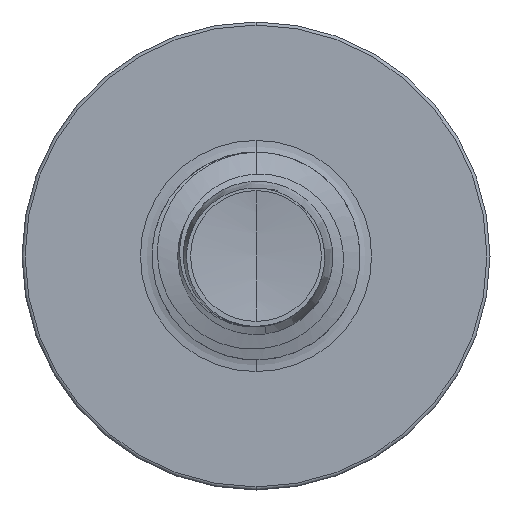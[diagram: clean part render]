
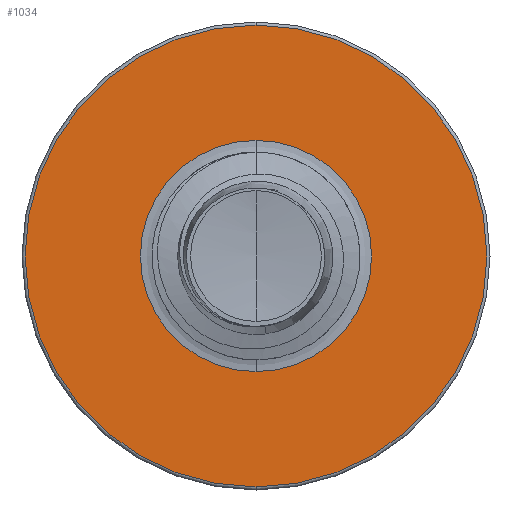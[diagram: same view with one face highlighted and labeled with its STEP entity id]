
A CAD part, front view. The second image highlights one B-rep face of the part: STEP entity #1034.
In plain terms, the highlighted planar face has unit normal (0, -1, 0).
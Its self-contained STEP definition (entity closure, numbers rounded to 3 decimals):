
#3 = CIRCLE ( 'NONE', #8915, 2.22 ) ;
#279 = DIRECTION ( 'NONE',  ( 0., 0., 1. ) ) ;
#287 = DIRECTION ( 'NONE',  ( 0., 1., 0. ) ) ;
#302 = CARTESIAN_POINT ( 'NONE',  ( 0., 2., 0. ) ) ;
#328 = CARTESIAN_POINT ( 'NONE',  ( 0., 2., 2.22 ) ) ;
#596 = DIRECTION ( 'NONE',  ( 0., 0., 1. ) ) ;
#617 = DIRECTION ( 'NONE',  ( 0., 1., 0. ) ) ;
#633 = CARTESIAN_POINT ( 'NONE',  ( 0., 2., 0. ) ) ;
#1034 = ADVANCED_FACE ( 'NONE', ( #3584, #6634 ), #7162, .F. ) ;
#1133 = VERTEX_POINT ( 'NONE', #6425 ) ;
#2566 = VERTEX_POINT ( 'NONE', #8101 ) ;
#2870 = AXIS2_PLACEMENT_3D ( 'NONE', #7132, #7125, #7116 ) ;
#3584 = FACE_OUTER_BOUND ( 'NONE', #9219, .T. ) ;
#3941 = DIRECTION ( 'NONE',  ( 0., 0., 1. ) ) ;
#3966 = DIRECTION ( 'NONE',  ( 0., 1., 0. ) ) ;
#3977 = CARTESIAN_POINT ( 'NONE',  ( 0., 2., 0. ) ) ;
#4521 = EDGE_CURVE ( 'NONE', #8702, #2566, #11426, .T. ) ;
#5208 = CIRCLE ( 'NONE', #6728, 2.22 ) ;
#5373 = CARTESIAN_POINT ( 'NONE',  ( 0., 2., -1.112 ) ) ;
#5585 = DIRECTION ( 'NONE',  ( 0., 0., 1. ) ) ;
#5600 = DIRECTION ( 'NONE',  ( 0., 1., 0. ) ) ;
#5620 = CARTESIAN_POINT ( 'NONE',  ( 0., 2., 0. ) ) ;
#5928 = ORIENTED_EDGE ( 'NONE', *, *, #8433, .F. ) ;
#5957 = ORIENTED_EDGE ( 'NONE', *, *, #10759, .F. ) ;
#6085 = ORIENTED_EDGE ( 'NONE', *, *, #10767, .T. ) ;
#6102 = ORIENTED_EDGE ( 'NONE', *, *, #4521, .T. ) ;
#6425 = CARTESIAN_POINT ( 'NONE',  ( 0., 2., -2.22 ) ) ;
#6634 = FACE_BOUND ( 'NONE', #11739, .T. ) ;
#6728 = AXIS2_PLACEMENT_3D ( 'NONE', #633, #617, #596 ) ;
#7116 = DIRECTION ( 'NONE',  ( 0., 0., 1. ) ) ;
#7125 = DIRECTION ( 'NONE',  ( 0., 1., 0. ) ) ;
#7132 = CARTESIAN_POINT ( 'NONE',  ( 0., 2., -1.112 ) ) ;
#7162 = PLANE ( 'NONE',  #2870 ) ;
#7458 = AXIS2_PLACEMENT_3D ( 'NONE', #302, #287, #279 ) ;
#7951 = CIRCLE ( 'NONE', #7458, 1.112 ) ;
#8101 = CARTESIAN_POINT ( 'NONE',  ( 0., 2., 1.112 ) ) ;
#8433 = EDGE_CURVE ( 'NONE', #9727, #1133, #3, .T. ) ;
#8702 = VERTEX_POINT ( 'NONE', #5373 ) ;
#8915 = AXIS2_PLACEMENT_3D ( 'NONE', #5620, #5600, #5585 ) ;
#9219 = EDGE_LOOP ( 'NONE', ( #5928, #5957 ) ) ;
#9727 = VERTEX_POINT ( 'NONE', #328 ) ;
#10759 = EDGE_CURVE ( 'NONE', #1133, #9727, #5208, .T. ) ;
#10767 = EDGE_CURVE ( 'NONE', #2566, #8702, #7951, .T. ) ;
#11426 = CIRCLE ( 'NONE', #11741, 1.112 ) ;
#11739 = EDGE_LOOP ( 'NONE', ( #6085, #6102 ) ) ;
#11741 = AXIS2_PLACEMENT_3D ( 'NONE', #3977, #3966, #3941 ) ;
